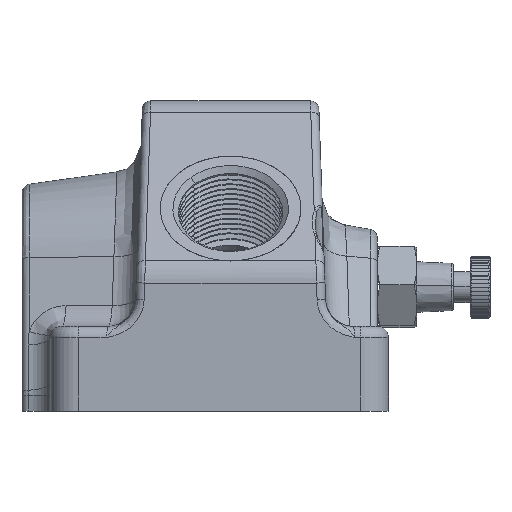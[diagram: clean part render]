
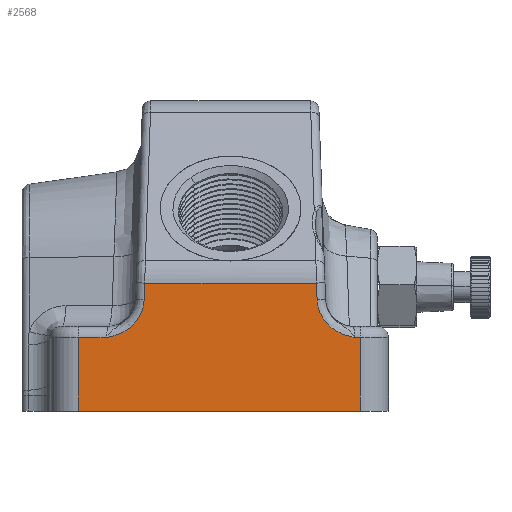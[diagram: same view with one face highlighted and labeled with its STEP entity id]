
A CAD part, left-side view. The second image highlights one B-rep face of the part: STEP entity #2568.
In plain terms, the highlighted planar face has unit normal (-1, 0, 0).
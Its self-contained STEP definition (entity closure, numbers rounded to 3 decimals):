
#70 = EDGE_CURVE ( 'NONE', #17490, #5164, #9755, .T. ) ;
#244 = VECTOR ( 'NONE', #11864, 1000. ) ;
#474 = B_SPLINE_CURVE_WITH_KNOTS ( 'NONE', 3,
 ( #5139, #5069, #8731, #21210, #10515, #22989, #12316, #1599, #14127, #3403, #15936, #5214, #17727, #7011, #19515, #8811, #21281, #10588, #23065, #12392, #1678, #14199 ),
 .UNSPECIFIED., .F., .F.,
 ( 4, 2, 2, 2, 2, 2, 2, 2, 2, 2, 4 ),
 ( 0., 0.001, 0.002, 0.003, 0.004, 0.005, 0.006, 0.008, 0.009, 0.01, 0.01 ),
 .UNSPECIFIED. ) ;
#1128 = CARTESIAN_POINT ( 'NONE',  ( -124.653, -48.529, -12.565 ) ) ;
#1316 = LINE ( 'NONE', #15219, #4389 ) ;
#1480 = VECTOR ( 'NONE', #21354, 1000. ) ;
#1555 = CARTESIAN_POINT ( 'NONE',  ( -124.653, 6.21, 27.564 ) ) ;
#1599 = CARTESIAN_POINT ( 'NONE',  ( -124.653, -14.685, -10.576 ) ) ;
#1659 = VECTOR ( 'NONE', #15193, 1000. ) ;
#1678 = CARTESIAN_POINT ( 'NONE',  ( -124.653, -8.925, -14.386 ) ) ;
#2003 = EDGE_CURVE ( 'NONE', #10081, #18339, #1316, .T. ) ;
#2304 = LINE ( 'NONE', #16645, #5941 ) ;
#2568 = ADVANCED_FACE ( 'NONE', ( #4940 ), #5159, .F. ) ;
#2697 = DIRECTION ( 'NONE',  ( 0., 1., 0. ) ) ;
#2930 = CARTESIAN_POINT ( 'NONE',  ( -124.653, -47.614, -11.646 ) ) ;
#3167 = LINE ( 'NONE', #15694, #11528 ) ;
#3403 = CARTESIAN_POINT ( 'NONE',  ( -124.653, -13.966, -11.646 ) ) ;
#3423 = VECTOR ( 'NONE', #21659, 1000. ) ;
#3740 = EDGE_LOOP ( 'NONE', ( #22671, #5317, #8521, #9485, #22870, #9416, #21313, #4959, #18063, #8653 ) ) ;
#4302 = VERTEX_POINT ( 'NONE', #8826 ) ;
#4389 = VECTOR ( 'NONE', #2697, 1000. ) ;
#4414 = VERTEX_POINT ( 'NONE', #12711 ) ;
#4499 = CARTESIAN_POINT ( 'NONE',  ( -124.653, -3.79, -14.436 ) ) ;
#4657 = CARTESIAN_POINT ( 'NONE',  ( -124.653, -3.79, -14.436 ) ) ;
#4740 = CARTESIAN_POINT ( 'NONE',  ( -124.653, -46.895, -10.576 ) ) ;
#4940 = FACE_OUTER_BOUND ( 'NONE', #3740, .T. ) ;
#4959 = ORIENTED_EDGE ( 'NONE', *, *, #5393, .T. ) ;
#5069 = CARTESIAN_POINT ( 'NONE',  ( -124.653, -15.442, -8.116 ) ) ;
#5123 = LINE ( 'NONE', #8873, #1480 ) ;
#5139 = CARTESIAN_POINT ( 'NONE',  ( -124.653, -15.457, -7.681 ) ) ;
#5159 = PLANE ( 'NONE',  #20045 ) ;
#5164 = VERTEX_POINT ( 'NONE', #16394 ) ;
#5214 = CARTESIAN_POINT ( 'NONE',  ( -124.653, -13.051, -12.565 ) ) ;
#5317 = ORIENTED_EDGE ( 'NONE', *, *, #6333, .T. ) ;
#5393 = EDGE_CURVE ( 'NONE', #5164, #4302, #5617, .T. ) ;
#5617 = B_SPLINE_CURVE_WITH_KNOTS ( 'NONE', 3,
 ( #15386, #18892, #18962, #8258, #20738, #10040, #22519, #11839, #1128, #13648, #2930, #15467, #4740, #17250, #6544, #19041, #8336, #20814, #10121, #22580 ),
 .UNSPECIFIED., .F., .F.,
 ( 4, 2, 2, 2, 2, 2, 2, 2, 2, 4 ),
 ( 0., 0.001, 0.003, 0.004, 0.005, 0.006, 0.008, 0.008, 0.009, 0.01 ),
 .UNSPECIFIED. ) ;
#5941 = VECTOR ( 'NONE', #9505, 1000. ) ;
#6333 = EDGE_CURVE ( 'NONE', #14805, #13094, #474, .T. ) ;
#6346 = EDGE_CURVE ( 'NONE', #4414, #12586, #5123, .T. ) ;
#6445 = EDGE_CURVE ( 'NONE', #18339, #14805, #8745, .T. ) ;
#6448 = LINE ( 'NONE', #11555, #1659 ) ;
#6544 = CARTESIAN_POINT ( 'NONE',  ( -124.653, -46.544, -9.784 ) ) ;
#6589 = VERTEX_POINT ( 'NONE', #4657 ) ;
#6968 = VECTOR ( 'NONE', #17000, 1000. ) ;
#7011 = CARTESIAN_POINT ( 'NONE',  ( -124.653, -11.984, -13.299 ) ) ;
#8258 = CARTESIAN_POINT ( 'NONE',  ( -124.653, -51.187, -13.987 ) ) ;
#8336 = CARTESIAN_POINT ( 'NONE',  ( -124.653, -46.344, -9.168 ) ) ;
#8521 = ORIENTED_EDGE ( 'NONE', *, *, #20214, .T. ) ;
#8546 = CARTESIAN_POINT ( 'NONE',  ( -124.653, -53.79, -27.436 ) ) ;
#8653 = ORIENTED_EDGE ( 'NONE', *, *, #2003, .T. ) ;
#8731 = CARTESIAN_POINT ( 'NONE',  ( -124.653, -15.384, -8.542 ) ) ;
#8745 = LINE ( 'NONE', #10965, #3423 ) ;
#8749 = DIRECTION ( 'NONE',  ( 1., 0., 0. ) ) ;
#8811 = CARTESIAN_POINT ( 'NONE',  ( -124.653, -10.804, -13.845 ) ) ;
#8826 = CARTESIAN_POINT ( 'NONE',  ( -124.653, -46.123, -7.681 ) ) ;
#8873 = CARTESIAN_POINT ( 'NONE',  ( -124.653, 6.21, -27.436 ) ) ;
#9416 = ORIENTED_EDGE ( 'NONE', *, *, #10450, .T. ) ;
#9485 = ORIENTED_EDGE ( 'NONE', *, *, #16467, .T. ) ;
#9505 = DIRECTION ( 'NONE',  ( 0., 0., -1. ) ) ;
#9755 = LINE ( 'NONE', #21149, #244 ) ;
#10040 = CARTESIAN_POINT ( 'NONE',  ( -124.653, -49.98, -13.501 ) ) ;
#10081 = VERTEX_POINT ( 'NONE', #22658 ) ;
#10121 = CARTESIAN_POINT ( 'NONE',  ( -124.653, -46.138, -8.116 ) ) ;
#10167 = CARTESIAN_POINT ( 'NONE',  ( -124.653, -15.56, -4.739 ) ) ;
#10450 = EDGE_CURVE ( 'NONE', #12586, #17490, #6448, .T. ) ;
#10515 = CARTESIAN_POINT ( 'NONE',  ( -124.653, -15.176, -9.375 ) ) ;
#10588 = CARTESIAN_POINT ( 'NONE',  ( -124.653, -9.768, -14.17 ) ) ;
#10965 = CARTESIAN_POINT ( 'NONE',  ( -124.653, -16.66, 26.765 ) ) ;
#11528 = VECTOR ( 'NONE', #17482, 1000. ) ;
#11555 = CARTESIAN_POINT ( 'NONE',  ( -124.653, -53.79, 27.564 ) ) ;
#11839 = CARTESIAN_POINT ( 'NONE',  ( -124.653, -48.868, -12.829 ) ) ;
#11864 = DIRECTION ( 'NONE',  ( 0., 1., 0. ) ) ;
#12080 = CARTESIAN_POINT ( 'NONE',  ( -124.653, -53.79, -14.436 ) ) ;
#12316 = CARTESIAN_POINT ( 'NONE',  ( -124.653, -14.954, -9.987 ) ) ;
#12392 = CARTESIAN_POINT ( 'NONE',  ( -124.653, -9.139, -14.334 ) ) ;
#12586 = VERTEX_POINT ( 'NONE', #8546 ) ;
#12711 = CARTESIAN_POINT ( 'NONE',  ( -124.653, -3.79, -27.436 ) ) ;
#13094 = VERTEX_POINT ( 'NONE', #20539 ) ;
#13648 = CARTESIAN_POINT ( 'NONE',  ( -124.653, -47.903, -11.975 ) ) ;
#14127 = CARTESIAN_POINT ( 'NONE',  ( -124.653, -14.469, -10.947 ) ) ;
#14199 = CARTESIAN_POINT ( 'NONE',  ( -124.653, -8.717, -14.436 ) ) ;
#14805 = VERTEX_POINT ( 'NONE', #17489 ) ;
#15193 = DIRECTION ( 'NONE',  ( 0., 0., 1. ) ) ;
#15219 = CARTESIAN_POINT ( 'NONE',  ( -124.653, -14.139, -4.739 ) ) ;
#15386 = CARTESIAN_POINT ( 'NONE',  ( -124.653, -52.863, -14.436 ) ) ;
#15467 = CARTESIAN_POINT ( 'NONE',  ( -124.653, -47.111, -10.946 ) ) ;
#15694 = CARTESIAN_POINT ( 'NONE',  ( -124.653, -44.83, 29.346 ) ) ;
#15936 = CARTESIAN_POINT ( 'NONE',  ( -124.653, -13.677, -11.975 ) ) ;
#16394 = CARTESIAN_POINT ( 'NONE',  ( -124.653, -52.863, -14.436 ) ) ;
#16467 = EDGE_CURVE ( 'NONE', #6589, #4414, #2304, .T. ) ;
#16480 = LINE ( 'NONE', #4499, #6968 ) ;
#16645 = CARTESIAN_POINT ( 'NONE',  ( -124.653, -3.79, 27.564 ) ) ;
#17000 = DIRECTION ( 'NONE',  ( 0., 1., 0. ) ) ;
#17250 = CARTESIAN_POINT ( 'NONE',  ( -124.653, -46.625, -9.987 ) ) ;
#17334 = EDGE_CURVE ( 'NONE', #4302, #10081, #3167, .T. ) ;
#17482 = DIRECTION ( 'NONE',  ( 0., 0.035, 0.999 ) ) ;
#17489 = CARTESIAN_POINT ( 'NONE',  ( -124.653, -15.457, -7.681 ) ) ;
#17490 = VERTEX_POINT ( 'NONE', #12080 ) ;
#17727 = CARTESIAN_POINT ( 'NONE',  ( -124.653, -12.712, -12.829 ) ) ;
#18063 = ORIENTED_EDGE ( 'NONE', *, *, #17334, .T. ) ;
#18339 = VERTEX_POINT ( 'NONE', #10167 ) ;
#18892 = CARTESIAN_POINT ( 'NONE',  ( -124.653, -52.441, -14.334 ) ) ;
#18962 = CARTESIAN_POINT ( 'NONE',  ( -124.653, -52.019, -14.231 ) ) ;
#19041 = CARTESIAN_POINT ( 'NONE',  ( -124.653, -46.404, -9.375 ) ) ;
#19515 = CARTESIAN_POINT ( 'NONE',  ( -124.653, -11.599, -13.501 ) ) ;
#20045 = AXIS2_PLACEMENT_3D ( 'NONE', #1555, #8749, #21237 ) ;
#20214 = EDGE_CURVE ( 'NONE', #13094, #6589, #16480, .T. ) ;
#20539 = CARTESIAN_POINT ( 'NONE',  ( -124.653, -8.717, -14.436 ) ) ;
#20738 = CARTESIAN_POINT ( 'NONE',  ( -124.653, -50.775, -13.845 ) ) ;
#20814 = CARTESIAN_POINT ( 'NONE',  ( -124.653, -46.196, -8.542 ) ) ;
#21149 = CARTESIAN_POINT ( 'NONE',  ( -124.653, -47.79, -14.436 ) ) ;
#21210 = CARTESIAN_POINT ( 'NONE',  ( -124.653, -15.235, -9.168 ) ) ;
#21237 = DIRECTION ( 'NONE',  ( 0., 1., 0. ) ) ;
#21281 = CARTESIAN_POINT ( 'NONE',  ( -124.653, -10.393, -13.987 ) ) ;
#21313 = ORIENTED_EDGE ( 'NONE', *, *, #70, .T. ) ;
#21354 = DIRECTION ( 'NONE',  ( 0., -1., 0. ) ) ;
#21659 = DIRECTION ( 'NONE',  ( 0., 0.035, -0.999 ) ) ;
#22519 = CARTESIAN_POINT ( 'NONE',  ( -124.653, -49.595, -13.299 ) ) ;
#22580 = CARTESIAN_POINT ( 'NONE',  ( -124.653, -46.123, -7.681 ) ) ;
#22658 = CARTESIAN_POINT ( 'NONE',  ( -124.653, -46.02, -4.739 ) ) ;
#22671 = ORIENTED_EDGE ( 'NONE', *, *, #6445, .T. ) ;
#22870 = ORIENTED_EDGE ( 'NONE', *, *, #6346, .T. ) ;
#22989 = CARTESIAN_POINT ( 'NONE',  ( -124.653, -15.035, -9.784 ) ) ;
#23065 = CARTESIAN_POINT ( 'NONE',  ( -124.653, -9.559, -14.226 ) ) ;
